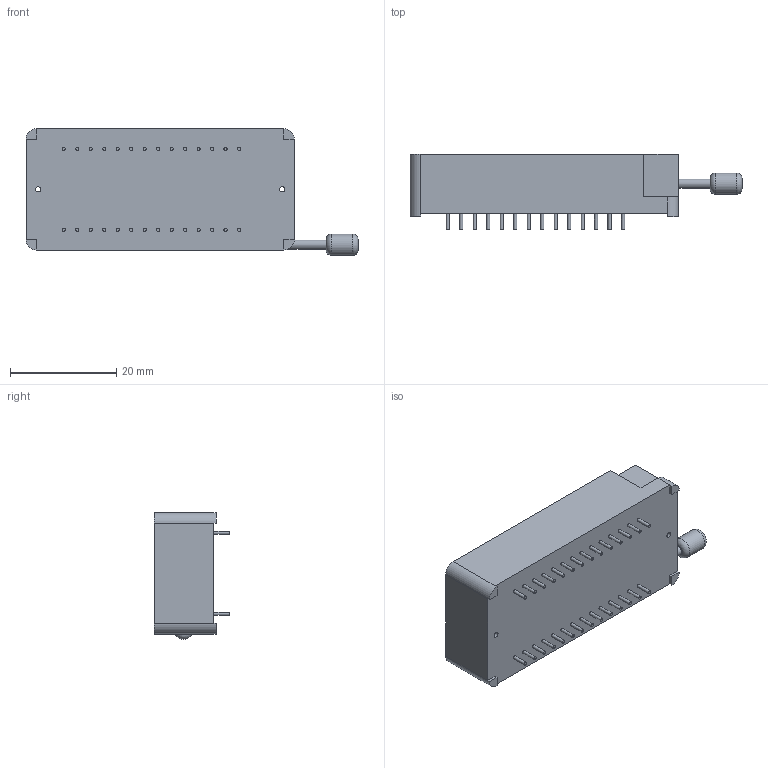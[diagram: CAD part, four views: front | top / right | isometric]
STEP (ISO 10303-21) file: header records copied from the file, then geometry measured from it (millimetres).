
FILE_DESCRIPTION(/* description */ ('Alibre Inc.'),/* implementation_level */ '2;1');
FILE_NAME(/* name */ 'export-22CEA528-81EF-4292-9A5F-13A3CDDA8606',/* time_stamp */ '2022-09-10T17:04:54-07:00',/* author */ (''),/* organization */ (''),/* preprocessor_version */ 'ST-DEVELOPER v17',/* originating_system */ 'Alibre',/* authorisation */ '');
FILE_SCHEMA (('CONFIG_CONTROL_DESIGN'));
Length unit declared in the file: centimetre
Bounding box: 62.55 x 14.17 x 23.86 mm (x, y, z)
Volume: 12273.7 mm3; surface area: 4386.4 mm2
Topology: 1 solids, 1 shells, 104 faces, 199 edges, 129 vertices
Faces by surface type: plane 64, cylinder 36, torus 2, cone 2
Full cylindrical faces by diameter (mm): 0.6 x28, 1 x2, 1.7 x1, 4 x1
Entity records: 2399 total; most frequent: CARTESIAN_POINT 377, DIRECTION 365, ORIENTED_EDGE 320, AXIS2_PLACEMENT_3D 177, EDGE_LOOP 176, FACE_BOUND 176, EDGE_CURVE 160, VERTEX_POINT 126
